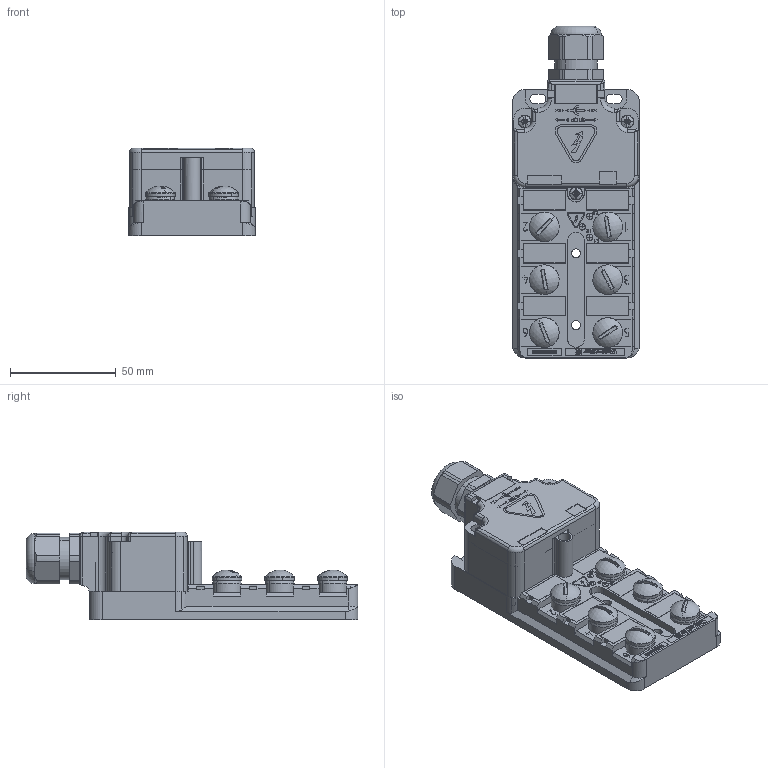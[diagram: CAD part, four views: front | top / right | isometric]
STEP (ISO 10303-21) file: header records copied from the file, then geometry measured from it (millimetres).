
FILE_DESCRIPTION(('CATIA V5 STEP Exchange','CAx-IF Rec.Pracs.--- Model Styling and Organization---1.4--- 2014-01-23'),'2;1');
FILE_NAME ('030094-2_0_2085620000_2085620000.stp','2023-10-30T12:29:25+00:00',('none'),('Weidmueller'),'CATIA Version 5-6 Release 2016 SP3 HF44','CATIA V5 STEP AP214','none');
FILE_SCHEMA(('AUTOMOTIVE_DESIGN { 1 0 10303 214 1 1 1 1 }'));
Products named in the file (1): 2085620000
Bounding box: 60 x 157 x 41.5 mm (x, y, z)
Volume: 242833.9 mm3; surface area: 57628.9 mm2
Topology: 28 solids, 52 shells, 1655 faces, 4834 edges, 3330 vertices
Faces by surface type: plane 915, cylinder 341, torus 127, bspline 113, cone 102, sphere 36, extrusion 21
Entity records: 54038 total; most frequent: CARTESIAN_POINT 17145, ORIENTED_EDGE 9492, DIRECTION 5329, EDGE_CURVE 4184, VERTEX_POINT 2944, VECTOR 2299, LINE 2278, AXIS2_PLACEMENT_3D 1884
